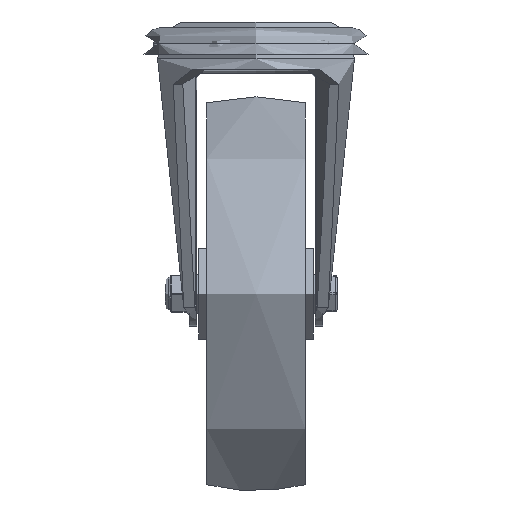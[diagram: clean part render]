
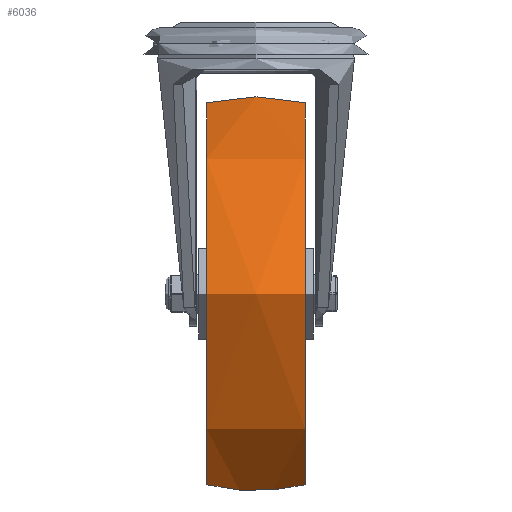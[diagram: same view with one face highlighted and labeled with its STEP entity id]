
A CAD part, left-side view. The second image highlights one B-rep face of the part: STEP entity #6036.
In plain terms, the highlighted free-form (B-spline) face has degree [2, 2] with [3, 9] control points.
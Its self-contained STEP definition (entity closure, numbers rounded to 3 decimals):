
#35=(
BOUNDED_SURFACE()
B_SPLINE_SURFACE(2,2,((#10886,#10887,#10888,#10889,#10890,#10891,#10892,
#10893,#10894),(#10895,#10896,#10897,#10898,#10899,#10900,#10901,#10902,
#10903),(#10904,#10905,#10906,#10907,#10908,#10909,#10910,#10911,#10912)),
 .UNSPECIFIED.,.F.,.T.,.F.)
B_SPLINE_SURFACE_WITH_KNOTS((3,3),(3,2,2,2,3),(-0.239,0.239),
(-3.142,-1.571,0.,1.571,3.142),
 .UNSPECIFIED.)
GEOMETRIC_REPRESENTATION_ITEM()
RATIONAL_B_SPLINE_SURFACE(((1.,0.707,1.,0.707,1.,
0.707,1.,0.707,1.),(0.972,0.687,
0.972,0.687,0.972,0.687,
0.972,0.687,0.972),(1.,0.707,
1.,0.707,1.,0.707,1.,0.707,1.)))
REPRESENTATION_ITEM('')
SURFACE()
);
#1742=FACE_OUTER_BOUND('',#2132,.T.);
#2132=EDGE_LOOP('',(#4852,#4853,#4854,#4855));
#2470=CIRCLE('',#6585,97.);
#2471=CIRCLE('',#6586,105.667);
#2472=CIRCLE('',#6587,97.);
#2848=VERTEX_POINT('',#10913);
#2849=VERTEX_POINT('',#10915);
#3559=EDGE_CURVE('',#2848,#2848,#2470,.T.);
#3560=EDGE_CURVE('',#2848,#2849,#2471,.T.);
#3561=EDGE_CURVE('',#2849,#2849,#2472,.T.);
#4852=ORIENTED_EDGE('',*,*,#3559,.F.);
#4853=ORIENTED_EDGE('',*,*,#3560,.T.);
#4854=ORIENTED_EDGE('',*,*,#3561,.T.);
#4855=ORIENTED_EDGE('',*,*,#3560,.F.);
#6036=ADVANCED_FACE('',(#1742),#35,.F.);
#6585=AXIS2_PLACEMENT_3D('',#10914,#7597,#7598);
#6586=AXIS2_PLACEMENT_3D('',#10916,#7599,#7600);
#6587=AXIS2_PLACEMENT_3D('',#10917,#7601,#7602);
#7597=DIRECTION('center_axis',(0.,-1.,0.));
#7598=DIRECTION('ref_axis',(0.,0.,1.));
#7599=DIRECTION('center_axis',(1.,0.,0.));
#7600=DIRECTION('ref_axis',(0.,0.,-1.));
#7601=DIRECTION('center_axis',(0.,-1.,0.));
#7602=DIRECTION('ref_axis',(0.,0.,1.));
#10886=CARTESIAN_POINT('Ctrl Pts',(0.,25.,-97.));
#10887=CARTESIAN_POINT('Ctrl Pts',(97.,25.,-97.));
#10888=CARTESIAN_POINT('Ctrl Pts',(97.,25.,0.));
#10889=CARTESIAN_POINT('Ctrl Pts',(97.,25.,97.));
#10890=CARTESIAN_POINT('Ctrl Pts',(0.,25.,97.));
#10891=CARTESIAN_POINT('Ctrl Pts',(-97.,25.,97.));
#10892=CARTESIAN_POINT('Ctrl Pts',(-97.,25.,0.));
#10893=CARTESIAN_POINT('Ctrl Pts',(-97.,25.,-97.));
#10894=CARTESIAN_POINT('Ctrl Pts',(0.,25.,-97.));
#10895=CARTESIAN_POINT('Ctrl Pts',(0.,0.,
-103.088));
#10896=CARTESIAN_POINT('Ctrl Pts',(103.088,0.,
-103.088));
#10897=CARTESIAN_POINT('Ctrl Pts',(103.088,0.,
0.));
#10898=CARTESIAN_POINT('Ctrl Pts',(103.088,0.,
103.088));
#10899=CARTESIAN_POINT('Ctrl Pts',(0.,0.,
103.088));
#10900=CARTESIAN_POINT('Ctrl Pts',(-103.088,0.,
103.088));
#10901=CARTESIAN_POINT('Ctrl Pts',(-103.088,0.,
0.));
#10902=CARTESIAN_POINT('Ctrl Pts',(-103.088,0.,
-103.088));
#10903=CARTESIAN_POINT('Ctrl Pts',(0.,0.,
-103.088));
#10904=CARTESIAN_POINT('Ctrl Pts',(0.,-25.,-97.));
#10905=CARTESIAN_POINT('Ctrl Pts',(97.,-25.,-97.));
#10906=CARTESIAN_POINT('Ctrl Pts',(97.,-25.,0.));
#10907=CARTESIAN_POINT('Ctrl Pts',(97.,-25.,97.));
#10908=CARTESIAN_POINT('Ctrl Pts',(0.,-25.,97.));
#10909=CARTESIAN_POINT('Ctrl Pts',(-97.,-25.,97.));
#10910=CARTESIAN_POINT('Ctrl Pts',(-97.,-25.,0.));
#10911=CARTESIAN_POINT('Ctrl Pts',(-97.,-25.,-97.));
#10912=CARTESIAN_POINT('Ctrl Pts',(0.,-25.,-97.));
#10913=CARTESIAN_POINT('',(0.,-25.,-97.));
#10914=CARTESIAN_POINT('Origin',(0.,-25.,0.));
#10915=CARTESIAN_POINT('',(0.,25.,-97.));
#10916=CARTESIAN_POINT('Origin',(0.,0.,
5.667));
#10917=CARTESIAN_POINT('Origin',(0.,25.,0.));
